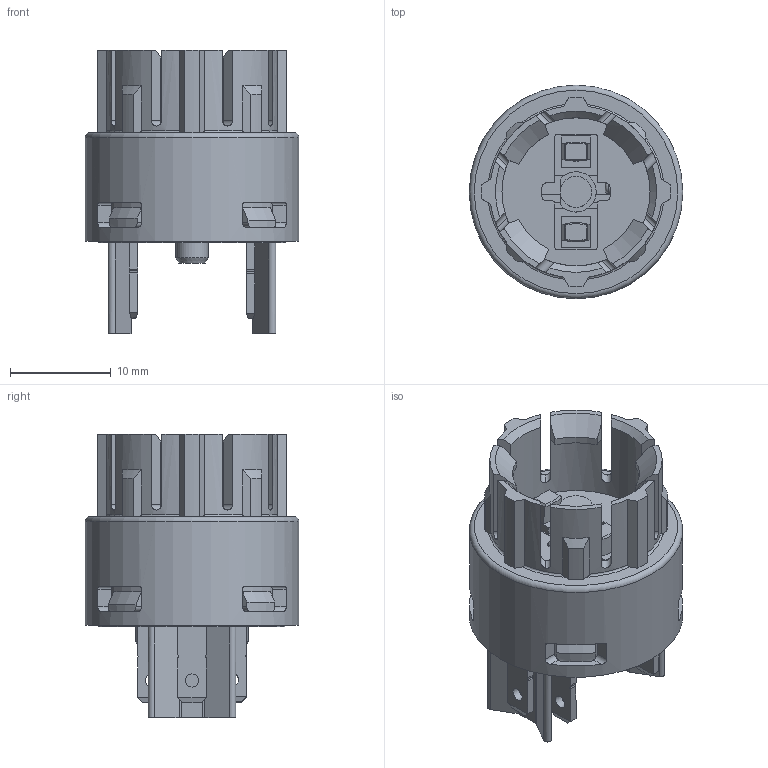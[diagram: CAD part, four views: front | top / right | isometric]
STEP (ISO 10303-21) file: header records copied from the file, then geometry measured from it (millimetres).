
FILE_DESCRIPTION(/* description */ (''),/* implementation_level */ '2;1');
FILE_NAME(/* name */ 'FRTFLII_vereinfacht.stp',/* time_stamp */ '2024-06-25T14:25:42+02:00',/* author */ ('Gn'),/* organization */ (''),/* preprocessor_version */ 'ST-DEVELOPER v19.2',/* originating_system */ 'Autodesk Inventor 2023',/* authorisation */ '');
FILE_SCHEMA (('AUTOMOTIVE_DESIGN { 1 0 10303 214 3 1 1 }'));
Length unit declared in the file: centimetre
Products named in the file (1): Bauteil2391
Bounding box: 21.2 x 21.2 x 28.1 mm (x, y, z)
Volume: 3972 mm3; surface area: 5695.8 mm2
Topology: 2 solids, 4 shells, 679 faces, 1909 edges, 1240 vertices
Faces by surface type: plane 415, cylinder 201, cone 48, torus 15
Full cylindrical faces by diameter (mm): 0.8 x2, 1 x2, 1.3 x6, 1.4 x1, 2 x1, 3.1 x1, 3.2 x3, 14.7 x1, 16.9 x1, 18.5 x1, 21.2 x1
Entity records: 23506 total; most frequent: CARTESIAN_POINT 4987, ORIENTED_EDGE 3826, DIRECTION 3608, EDGE_CURVE 1913, LINE 1242, VECTOR 1242, VERTEX_POINT 1240, AXIS2_PLACEMENT_3D 1183
